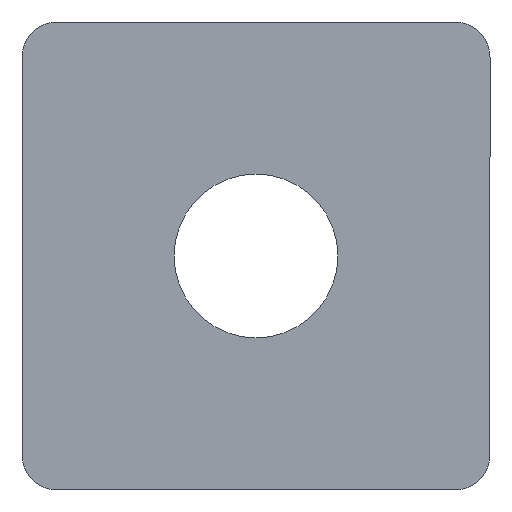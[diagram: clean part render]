
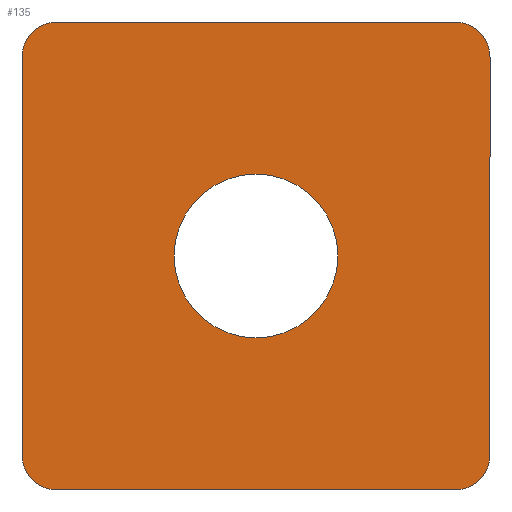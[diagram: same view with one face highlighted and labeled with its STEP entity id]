
A CAD part, front view. The second image highlights one B-rep face of the part: STEP entity #135.
In plain terms, the highlighted planar face has unit normal (0, -1, 0).
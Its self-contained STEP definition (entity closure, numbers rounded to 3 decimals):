
#2 = AXIS2_PLACEMENT_3D ( 'NONE', #334, #440, #56 ) ;
#6 = LINE ( 'NONE', #184, #173 ) ;
#7 = EDGE_LOOP ( 'NONE', ( #416, #451, #305, #319, #218, #393, #186, #210 ) ) ;
#12 = VERTEX_POINT ( 'NONE', #365 ) ;
#16 = DIRECTION ( 'NONE',  ( 0., 1., 0. ) ) ;
#20 = VERTEX_POINT ( 'NONE', #357 ) ;
#25 = DIRECTION ( 'NONE',  ( 0., 0., 1. ) ) ;
#26 = CARTESIAN_POINT ( 'NONE',  ( 20., -6., -20. ) ) ;
#27 = AXIS2_PLACEMENT_3D ( 'NONE', #124, #160, #269 ) ;
#29 = EDGE_CURVE ( 'NONE', #113, #20, #375, .T. ) ;
#33 = VERTEX_POINT ( 'NONE', #336 ) ;
#34 = CIRCLE ( 'NONE', #150, 3. ) ;
#53 = CARTESIAN_POINT ( 'NONE',  ( 20., -6., -17. ) ) ;
#56 = DIRECTION ( 'NONE',  ( 0., 0., 1. ) ) ;
#73 = CARTESIAN_POINT ( 'NONE',  ( -20., -6., -20. ) ) ;
#78 = EDGE_LOOP ( 'NONE', ( #351, #106 ) ) ;
#82 = EDGE_CURVE ( 'NONE', #349, #129, #265, .T. ) ;
#83 = DIRECTION ( 'NONE',  ( 0., -1., 0. ) ) ;
#85 = PLANE ( 'NONE',  #27 ) ;
#89 = CARTESIAN_POINT ( 'NONE',  ( -20., -6., 17. ) ) ;
#100 = VECTOR ( 'NONE', #409, 1000. ) ;
#106 = ORIENTED_EDGE ( 'NONE', *, *, #364, .T. ) ;
#112 = CARTESIAN_POINT ( 'NONE',  ( 0., -6., -7. ) ) ;
#113 = VERTEX_POINT ( 'NONE', #162 ) ;
#118 = VECTOR ( 'NONE', #222, 1000. ) ;
#123 = FACE_BOUND ( 'NONE', #78, .T. ) ;
#124 = CARTESIAN_POINT ( 'NONE',  ( 0., -6., 0. ) ) ;
#129 = VERTEX_POINT ( 'NONE', #89 ) ;
#130 = EDGE_CURVE ( 'NONE', #33, #169, #233, .T. ) ;
#132 = AXIS2_PLACEMENT_3D ( 'NONE', #252, #83, #396 ) ;
#135 = ADVANCED_FACE ( 'NONE', ( #123, #438 ), #85, .F. ) ;
#137 = VERTEX_POINT ( 'NONE', #300 ) ;
#143 = CARTESIAN_POINT ( 'NONE',  ( -17., -6., 20. ) ) ;
#149 = CIRCLE ( 'NONE', #159, 7. ) ;
#150 = AXIS2_PLACEMENT_3D ( 'NONE', #360, #324, #254 ) ;
#153 = EDGE_CURVE ( 'NONE', #246, #169, #433, .T. ) ;
#159 = AXIS2_PLACEMENT_3D ( 'NONE', #377, #408, #374 ) ;
#160 = DIRECTION ( 'NONE',  ( 0., 1., 0. ) ) ;
#161 = EDGE_CURVE ( 'NONE', #12, #398, #149, .T. ) ;
#162 = CARTESIAN_POINT ( 'NONE',  ( -20., -6., -17. ) ) ;
#169 = VERTEX_POINT ( 'NONE', #53 ) ;
#173 = VECTOR ( 'NONE', #213, 1000. ) ;
#184 = CARTESIAN_POINT ( 'NONE',  ( -20., -6., -20. ) ) ;
#186 = ORIENTED_EDGE ( 'NONE', *, *, #339, .F. ) ;
#198 = CARTESIAN_POINT ( 'NONE',  ( -17., -6., 17. ) ) ;
#210 = ORIENTED_EDGE ( 'NONE', *, *, #29, .T. ) ;
#213 = DIRECTION ( 'NONE',  ( -1., 0., 0. ) ) ;
#218 = ORIENTED_EDGE ( 'NONE', *, *, #229, .F. ) ;
#222 = DIRECTION ( 'NONE',  ( 0., 0., 1. ) ) ;
#229 = EDGE_CURVE ( 'NONE', #349, #137, #309, .T. ) ;
#232 = AXIS2_PLACEMENT_3D ( 'NONE', #198, #299, #25 ) ;
#233 = LINE ( 'NONE', #26, #100 ) ;
#246 = VERTEX_POINT ( 'NONE', #303 ) ;
#251 = CARTESIAN_POINT ( 'NONE',  ( 0., -6., 0. ) ) ;
#252 = CARTESIAN_POINT ( 'NONE',  ( -17., -6., -17. ) ) ;
#254 = DIRECTION ( 'NONE',  ( 0., 0., 1. ) ) ;
#265 = CIRCLE ( 'NONE', #232, 3. ) ;
#269 = DIRECTION ( 'NONE',  ( 0., 0., 1. ) ) ;
#276 = DIRECTION ( 'NONE',  ( 1., 0., 0. ) ) ;
#299 = DIRECTION ( 'NONE',  ( 0., -1., 0. ) ) ;
#300 = CARTESIAN_POINT ( 'NONE',  ( 17., -6., 20. ) ) ;
#303 = CARTESIAN_POINT ( 'NONE',  ( 17., -6., -20. ) ) ;
#305 = ORIENTED_EDGE ( 'NONE', *, *, #130, .F. ) ;
#306 = LINE ( 'NONE', #73, #118 ) ;
#309 = LINE ( 'NONE', #381, #442 ) ;
#319 = ORIENTED_EDGE ( 'NONE', *, *, #344, .T. ) ;
#324 = DIRECTION ( 'NONE',  ( 0., -1., 0. ) ) ;
#328 = AXIS2_PLACEMENT_3D ( 'NONE', #251, #16, #356 ) ;
#334 = CARTESIAN_POINT ( 'NONE',  ( 17., -6., -17. ) ) ;
#336 = CARTESIAN_POINT ( 'NONE',  ( 20., -6., 17. ) ) ;
#339 = EDGE_CURVE ( 'NONE', #113, #129, #306, .T. ) ;
#344 = EDGE_CURVE ( 'NONE', #33, #137, #34, .T. ) ;
#349 = VERTEX_POINT ( 'NONE', #143 ) ;
#351 = ORIENTED_EDGE ( 'NONE', *, *, #161, .T. ) ;
#356 = DIRECTION ( 'NONE',  ( 0., 0., 1. ) ) ;
#357 = CARTESIAN_POINT ( 'NONE',  ( -17., -6., -20. ) ) ;
#360 = CARTESIAN_POINT ( 'NONE',  ( 17., -6., 17. ) ) ;
#364 = EDGE_CURVE ( 'NONE', #398, #12, #376, .T. ) ;
#365 = CARTESIAN_POINT ( 'NONE',  ( 0., -6., 7. ) ) ;
#374 = DIRECTION ( 'NONE',  ( 0., 0., 1. ) ) ;
#375 = CIRCLE ( 'NONE', #132, 3. ) ;
#376 = CIRCLE ( 'NONE', #328, 7. ) ;
#377 = CARTESIAN_POINT ( 'NONE',  ( 0., -6., 0. ) ) ;
#381 = CARTESIAN_POINT ( 'NONE',  ( -20., -6., 20. ) ) ;
#393 = ORIENTED_EDGE ( 'NONE', *, *, #82, .T. ) ;
#396 = DIRECTION ( 'NONE',  ( 0., 0., 1. ) ) ;
#398 = VERTEX_POINT ( 'NONE', #112 ) ;
#408 = DIRECTION ( 'NONE',  ( 0., 1., 0. ) ) ;
#409 = DIRECTION ( 'NONE',  ( 0., 0., -1. ) ) ;
#413 = EDGE_CURVE ( 'NONE', #246, #20, #6, .T. ) ;
#416 = ORIENTED_EDGE ( 'NONE', *, *, #413, .F. ) ;
#433 = CIRCLE ( 'NONE', #2, 3. ) ;
#438 = FACE_OUTER_BOUND ( 'NONE', #7, .T. ) ;
#440 = DIRECTION ( 'NONE',  ( 0., -1., 0. ) ) ;
#442 = VECTOR ( 'NONE', #276, 1000. ) ;
#451 = ORIENTED_EDGE ( 'NONE', *, *, #153, .T. ) ;
